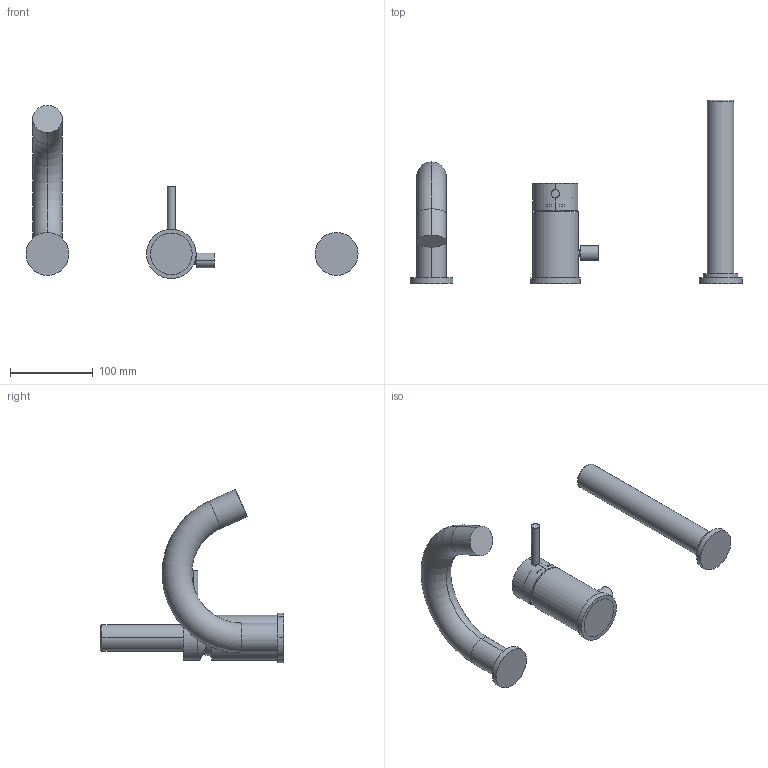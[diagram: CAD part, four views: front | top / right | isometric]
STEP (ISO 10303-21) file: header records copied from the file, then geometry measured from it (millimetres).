
FILE_DESCRIPTION((''),'2;1');
FILE_NAME('SK047CR','2021-01-15T16:37:19',('ut3'),('PAFFONI SpA'),'CREO PARAMETRIC BY PTC INC, 2020044','CREO PARAMETRIC BY PTC INC, 2020044','');
FILE_SCHEMA(('CONFIG_CONTROL_DESIGN','SHAPE_APPEARANCE_LAYERS_GROUPS'));
Length unit declared in the file: millimetre
Products named in the file (1): SK047CR
Bounding box: 402 x 222 x 209.82 mm (x, y, z)
Volume: 690471.7 mm3; surface area: 127521.4 mm2
Topology: 5 solids, 5 shells, 254 faces, 577 edges, 359 vertices
Faces by surface type: cylinder 108, plane 78, cone 60, torus 6, bspline 2
Entity records: 9615 total; most frequent: CARTESIAN_POINT 1959, DIRECTION 1294, ORIENTED_EDGE 1142, EDGE_CURVE 571, AXIS2_PLACEMENT_3D 531, VERTEX_POINT 359, EDGE_LOOP 296, CIRCLE 279
